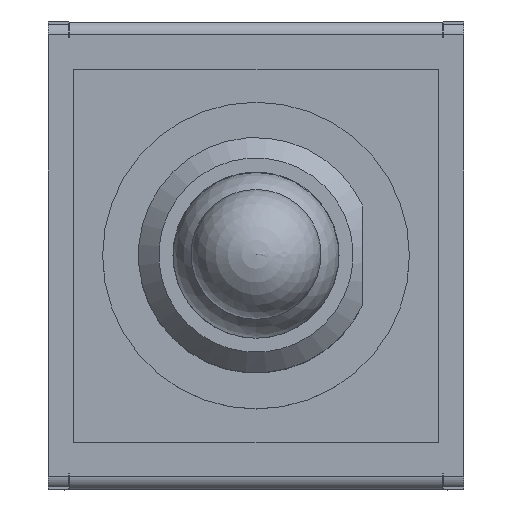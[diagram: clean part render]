
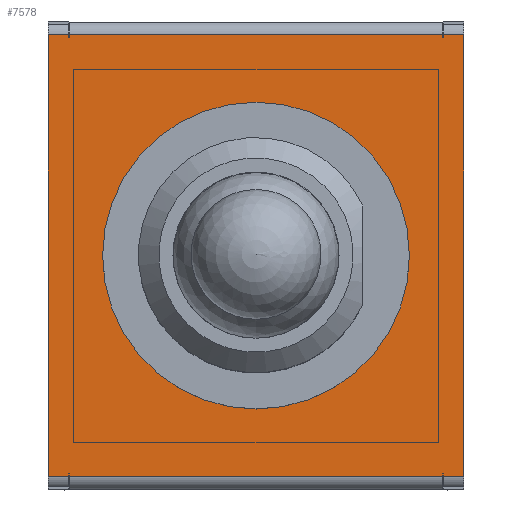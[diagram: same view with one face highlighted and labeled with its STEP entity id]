
A CAD part, top view. The second image highlights one B-rep face of the part: STEP entity #7578.
In plain terms, the highlighted planar face has unit normal (0, 0, 1).
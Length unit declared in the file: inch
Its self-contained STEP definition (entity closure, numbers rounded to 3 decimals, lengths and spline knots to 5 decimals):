
#6333=CARTESIAN_POINT('',(0.11811,0.,0.29252));
#6334=VERTEX_POINT('',#6333);
#6335=CARTESIAN_POINT('',(0.,0.,0.29252));
#6336=DIRECTION('',(0.0,0.0,-1.0));
#6337=DIRECTION('',(-1.0,0.0,0.0));
#6338=AXIS2_PLACEMENT_3D('',#6335,#6336,#6337);
#6339=CIRCLE('',#6338,0.11811);
#6340=EDGE_CURVE('',#6334,#6334,#6339,.T.);
#7509=CARTESIAN_POINT('',(-0.16004,0.17008,0.29252));
#7510=VERTEX_POINT('',#7509);
#7518=CARTESIAN_POINT('',(0.16004,0.17008,0.29252));
#7519=VERTEX_POINT('',#7518);
#7520=CARTESIAN_POINT('',(-0.16004,0.17008,0.29252));
#7521=DIRECTION('',(1.0,0.0,0.0));
#7522=VECTOR('',#7521,0.32008);
#7523=LINE('',#7520,#7522);
#7524=EDGE_CURVE('',#7510,#7519,#7523,.T.);
#7545=CARTESIAN_POINT('',(-0.17604,-0.18709,0.29252));
#7546=DIRECTION('',(0.0,0.0,1.0));
#7547=DIRECTION('',(1.0,0.0,0.0));
#7548=AXIS2_PLACEMENT_3D('',#7545,#7546,#7547);
#7549=PLANE('',#7548);
#7550=ORIENTED_EDGE('',*,*,#7524,.F.);
#7551=CARTESIAN_POINT('',(-0.16004,-0.17008,0.29252));
#7552=VERTEX_POINT('',#7551);
#7553=CARTESIAN_POINT('',(-0.16004,-0.17008,0.29252));
#7554=DIRECTION('',(0.0,1.0,0.0));
#7555=VECTOR('',#7554,0.34016);
#7556=LINE('',#7553,#7555);
#7557=EDGE_CURVE('',#7552,#7510,#7556,.T.);
#7558=ORIENTED_EDGE('',*,*,#7557,.F.);
#7559=CARTESIAN_POINT('',(0.16004,-0.17008,0.29252));
#7560=VERTEX_POINT('',#7559);
#7561=CARTESIAN_POINT('',(0.16004,-0.17008,0.29252));
#7562=DIRECTION('',(-1.0,0.0,0.0));
#7563=VECTOR('',#7562,0.32008);
#7564=LINE('',#7561,#7563);
#7565=EDGE_CURVE('',#7560,#7552,#7564,.T.);
#7566=ORIENTED_EDGE('',*,*,#7565,.F.);
#7567=CARTESIAN_POINT('',(0.16004,0.17008,0.29252));
#7568=DIRECTION('',(0.0,-1.0,0.0));
#7569=VECTOR('',#7568,0.34016);
#7570=LINE('',#7567,#7569);
#7571=EDGE_CURVE('',#7519,#7560,#7570,.T.);
#7572=ORIENTED_EDGE('',*,*,#7571,.F.);
#7573=EDGE_LOOP('',(#7550,#7558,#7566,#7572));
#7574=FACE_OUTER_BOUND('',#7573,.T.);
#7575=ORIENTED_EDGE('',*,*,#6340,.T.);
#7576=EDGE_LOOP('',(#7575));
#7577=FACE_BOUND('',#7576,.T.);
#7578=ADVANCED_FACE('',(#7574,#7577),#7549,.T.);
